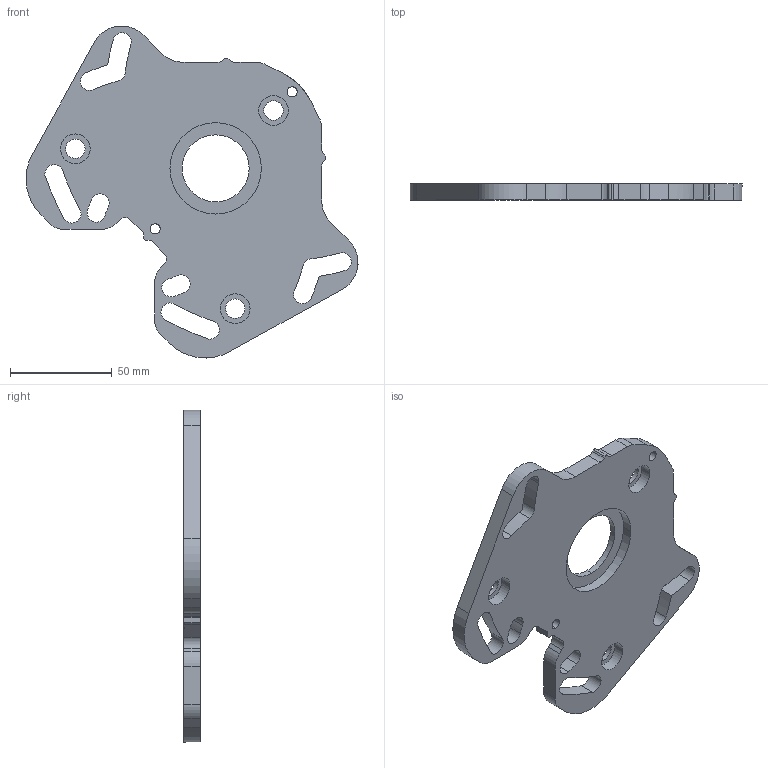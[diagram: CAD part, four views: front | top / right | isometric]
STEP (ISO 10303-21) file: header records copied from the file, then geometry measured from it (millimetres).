
FILE_DESCRIPTION((''),'2;1');
FILE_NAME('DB006353_GRUNDPLATTE','2012-10-26T',('staeubert'),(''),'PRO/ENGINEER BY PARAMETRIC TECHNOLOGY CORPORATION, 2007250','PRO/ENGINEER BY PARAMETRIC TECHNOLOGY CORPORATION, 2007250','');
FILE_SCHEMA(('CONFIG_CONTROL_DESIGN'));
Length unit declared in the file: millimetre
Products named in the file (1): DB006353_GRUNDPLATTE
Bounding box: 163.42 x 8 x 163.42 mm (x, y, z)
Volume: 103839.8 mm3; surface area: 37016.7 mm2
Topology: 1 solids, 1 shells, 134 faces, 390 edges, 260 vertices
Faces by surface type: cylinder 78, plane 56
Entity records: 4596 total; most frequent: DIRECTION 834, CARTESIAN_POINT 784, ORIENTED_EDGE 780, EDGE_CURVE 390, AXIS2_PLACEMENT_3D 310, VERTEX_POINT 260, VECTOR 214, LINE 214
